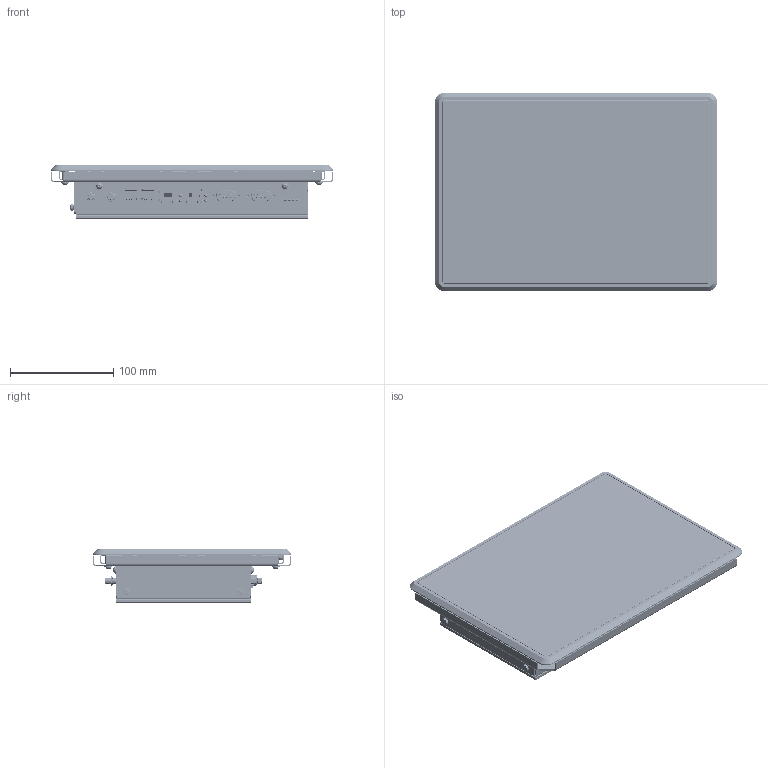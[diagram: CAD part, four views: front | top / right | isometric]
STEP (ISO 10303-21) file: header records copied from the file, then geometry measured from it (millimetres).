
FILE_DESCRIPTION((''),'2;1');
FILE_NAME('HB101PU8H19.stp','2018-02-21T16:44:08',('PC107_User'),(''),'Autodesk Inventor 2013','Autodesk Inventor 2013','');
FILE_SCHEMA(('AUTOMOTIVE_DESIGN { 1 0 10303 214 1 1 1 1 }'));
Length unit declared in the file: millimetre
Products named in the file (1): HB101PU8H19_Shrinkwrap_1
Bounding box: 273.66 x 192.3 x 51.5 mm (x, y, z)
Volume: 495089.6 mm3; surface area: 547789.8 mm2
Topology: 8 solids, 53 shells, 8445 faces, 23469 edges, 15190 vertices
Faces by surface type: plane 5976, cylinder 1753, cone 414, sphere 122, bspline 112, torus 68
Full cylindrical faces by diameter (mm): 0.92 x5, 1.02 x8, 1.05 x18, 1.675 x5, 1.8 x1, 2.156 x4, 2.28 x10, 2.283 x2, 2.3 x15, 2.459 x17, 2.7 x2, 2.845 x4, 2.975 x5, 3 x41, 3.2 x14, 3.3 x4, 3.4 x6, 3.5 x2, 3.7 x4, 3.8 x12, 4 x6, 4.025 x5, 4.2 x6, 4.64 x5, 4.995 x6, 5.35 x10, 5.39 x6, 5.4 x6, 5.5 x6, 5.65 x5
Entity records: 284749 total; most frequent: CARTESIAN_POINT 63606, ORIENTED_EDGE 45666, DIRECTION 43213, EDGE_CURVE 22833, VECTOR 16799, LINE 16799, VERTEX_POINT 15016, AXIS2_PLACEMENT_3D 13207
